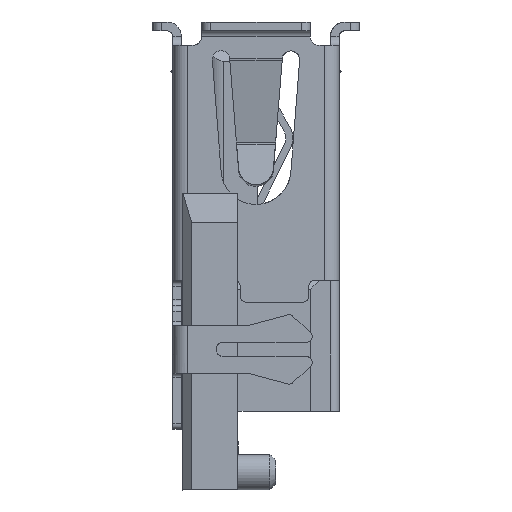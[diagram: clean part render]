
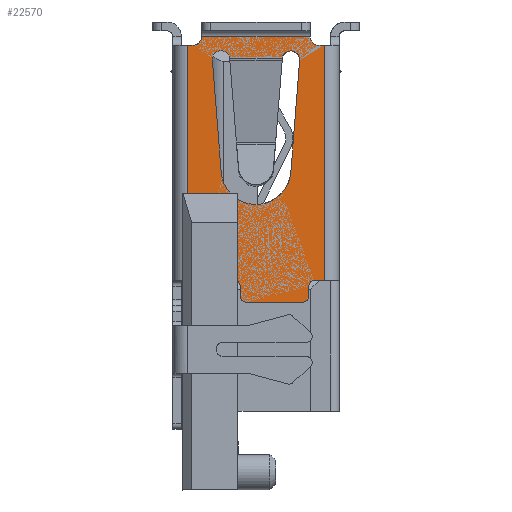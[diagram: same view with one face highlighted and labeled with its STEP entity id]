
A CAD part, left-side view. The second image highlights one B-rep face of the part: STEP entity #22570.
In plain terms, the highlighted planar face has unit normal (-1, 0, 0).
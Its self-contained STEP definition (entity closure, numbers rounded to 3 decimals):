
#300=LINE('',#32793,#1932);
#524=LINE('',#33976,#2156);
#565=LINE('',#34283,#2197);
#577=LINE('',#34316,#2209);
#578=LINE('',#34320,#2210);
#579=LINE('',#34325,#2211);
#580=LINE('',#34329,#2212);
#581=LINE('',#34333,#2213);
#582=LINE('',#34336,#2214);
#583=LINE('',#34338,#2215);
#584=LINE('',#34340,#2216);
#585=LINE('',#34341,#2217);
#1932=VECTOR('',#26254,1000.);
#2156=VECTOR('',#27074,1000.);
#2197=VECTOR('',#27207,1000.);
#2209=VECTOR('',#27237,1000.);
#2210=VECTOR('',#27242,1000.);
#2211=VECTOR('',#27243,1000.);
#2212=VECTOR('',#27246,1000.);
#2213=VECTOR('',#27249,1000.);
#2214=VECTOR('',#27252,1000.);
#2215=VECTOR('',#27253,1000.);
#2216=VECTOR('',#27254,1000.);
#2217=VECTOR('',#27255,1000.);
#3535=PLANE('',#24242);
#4351=CIRCLE('',#24189,0.2);
#4352=CIRCLE('',#24191,0.3);
#4356=CIRCLE('',#24208,0.3);
#4359=CIRCLE('',#24212,0.3);
#4368=CIRCLE('',#24230,0.3);
#4370=CIRCLE('',#24234,0.3);
#4376=CIRCLE('',#24243,1.2);
#4377=CIRCLE('',#24244,0.2);
#4378=CIRCLE('',#24245,0.2);
#4379=CIRCLE('',#24246,0.2);
#6497=ORIENTED_EDGE('',*,*,#12549,.T.);
#6498=ORIENTED_EDGE('',*,*,#12550,.F.);
#6499=ORIENTED_EDGE('',*,*,#12460,.T.);
#6500=ORIENTED_EDGE('',*,*,#12503,.T.);
#6501=ORIENTED_EDGE('',*,*,#12551,.F.);
#6502=ORIENTED_EDGE('',*,*,#12498,.T.);
#6503=ORIENTED_EDGE('',*,*,#12548,.F.);
#6504=ORIENTED_EDGE('',*,*,#12552,.F.);
#6505=ORIENTED_EDGE('',*,*,#12553,.T.);
#6506=ORIENTED_EDGE('',*,*,#12554,.F.);
#6507=ORIENTED_EDGE('',*,*,#12555,.F.);
#6508=ORIENTED_EDGE('',*,*,#12556,.F.);
#6509=ORIENTED_EDGE('',*,*,#12458,.F.);
#6510=ORIENTED_EDGE('',*,*,#12453,.T.);
#6511=ORIENTED_EDGE('',*,*,#12557,.T.);
#6512=ORIENTED_EDGE('',*,*,#12558,.F.);
#6513=ORIENTED_EDGE('',*,*,#12559,.F.);
#6514=ORIENTED_EDGE('',*,*,#12560,.F.);
#6515=ORIENTED_EDGE('',*,*,#12531,.T.);
#6516=ORIENTED_EDGE('',*,*,#12530,.T.);
#6517=ORIENTED_EDGE('',*,*,#12527,.T.);
#6518=ORIENTED_EDGE('',*,*,#12561,.T.);
#6519=ORIENTED_EDGE('',*,*,#11962,.F.);
#11962=EDGE_CURVE('',#15681,#15682,#300,.T.);
#12453=EDGE_CURVE('',#16003,#16004,#524,.T.);
#12458=EDGE_CURVE('',#16003,#16008,#4351,.F.);
#12460=EDGE_CURVE('',#16009,#16010,#4352,.F.);
#12498=EDGE_CURVE('',#16030,#16031,#4356,.F.);
#12503=EDGE_CURVE('',#16010,#16029,#4359,.F.);
#12527=EDGE_CURVE('',#16046,#16049,#4368,.F.);
#12530=EDGE_CURVE('',#16047,#16046,#565,.T.);
#12531=EDGE_CURVE('',#16051,#16047,#4370,.F.);
#12548=EDGE_CURVE('',#16062,#16031,#577,.T.);
#12549=EDGE_CURVE('',#16062,#16063,#4376,.F.);
#12550=EDGE_CURVE('',#16009,#16063,#578,.F.);
#12551=EDGE_CURVE('',#16030,#16029,#18286,.T.);
#12552=EDGE_CURVE('',#16064,#15681,#579,.T.);
#12553=EDGE_CURVE('',#16064,#16065,#4377,.T.);
#12554=EDGE_CURVE('',#16066,#16065,#580,.T.);
#12555=EDGE_CURVE('',#16067,#16066,#4378,.F.);
#12556=EDGE_CURVE('',#16008,#16067,#581,.T.);
#12557=EDGE_CURVE('',#16004,#16068,#4379,.T.);
#12558=EDGE_CURVE('',#16069,#16068,#582,.T.);
#12559=EDGE_CURVE('',#16070,#16069,#583,.T.);
#12560=EDGE_CURVE('',#16051,#16070,#584,.F.);
#12561=EDGE_CURVE('',#16049,#15682,#585,.T.);
#15681=VERTEX_POINT('',#32792);
#15682=VERTEX_POINT('',#32794);
#16003=VERTEX_POINT('',#33977);
#16004=VERTEX_POINT('',#33978);
#16008=VERTEX_POINT('',#33988);
#16009=VERTEX_POINT('',#33992);
#16010=VERTEX_POINT('',#33993);
#16029=VERTEX_POINT('',#34173);
#16030=VERTEX_POINT('',#34206);
#16031=VERTEX_POINT('',#34218);
#16046=VERTEX_POINT('',#34266);
#16047=VERTEX_POINT('',#34270);
#16049=VERTEX_POINT('',#34278);
#16051=VERTEX_POINT('',#34286);
#16062=VERTEX_POINT('',#34315);
#16063=VERTEX_POINT('',#34319);
#16064=VERTEX_POINT('',#34326);
#16065=VERTEX_POINT('',#34328);
#16066=VERTEX_POINT('',#34330);
#16067=VERTEX_POINT('',#34332);
#16068=VERTEX_POINT('',#34335);
#16069=VERTEX_POINT('',#34337);
#16070=VERTEX_POINT('',#34339);
#18286=B_SPLINE_CURVE_WITH_KNOTS('',3,(#34321,#34322,#34323,#34324),
 .UNSPECIFIED.,.F.,.F.,(4,4),(0.,1.),.UNSPECIFIED.);
#19678=EDGE_LOOP('',(#6497,#6498,#6499,#6500,#6501,#6502,#6503));
#19679=EDGE_LOOP('',(#6504,#6505,#6506,#6507,#6508,#6509,#6510,#6511,#6512,
#6513,#6514,#6515,#6516,#6517,#6518,#6519));
#20901=FACE_BOUND('',#19678,.T.);
#20902=FACE_BOUND('',#19679,.T.);
#22570=ADVANCED_FACE('',(#20901,#20902),#3535,.F.);
#24189=AXIS2_PLACEMENT_3D('',#33987,#27082,#27083);
#24191=AXIS2_PLACEMENT_3D('',#33991,#27087,#27088);
#24208=AXIS2_PLACEMENT_3D('',#34217,#27140,#27141);
#24212=AXIS2_PLACEMENT_3D('',#34228,#27149,#27150);
#24230=AXIS2_PLACEMENT_3D('',#34277,#27200,#27201);
#24234=AXIS2_PLACEMENT_3D('',#34285,#27210,#27211);
#24242=AXIS2_PLACEMENT_3D('',#34317,#27238,#27239);
#24243=AXIS2_PLACEMENT_3D('',#34318,#27240,#27241);
#24244=AXIS2_PLACEMENT_3D('',#34327,#27244,#27245);
#24245=AXIS2_PLACEMENT_3D('',#34331,#27247,#27248);
#24246=AXIS2_PLACEMENT_3D('',#34334,#27250,#27251);
#26254=DIRECTION('',(0.,0.,1.));
#27074=DIRECTION('',(0.,0.,1.));
#27082=DIRECTION('',(-1.,0.,0.));
#27083=DIRECTION('',(0.,0.,1.));
#27087=DIRECTION('',(-1.,0.,0.));
#27088=DIRECTION('',(0.,0.,1.));
#27140=DIRECTION('',(-1.,0.,0.));
#27141=DIRECTION('',(0.,0.,1.));
#27149=DIRECTION('',(-1.,0.,0.));
#27150=DIRECTION('',(0.,0.,1.));
#27200=DIRECTION('',(-1.,0.,0.));
#27201=DIRECTION('',(0.,0.,1.));
#27207=DIRECTION('',(0.,1.,0.));
#27210=DIRECTION('',(-1.,0.,0.));
#27211=DIRECTION('',(0.,0.,1.));
#27237=DIRECTION('',(0.,-0.078,0.997));
#27238=DIRECTION('',(1.,0.,0.));
#27239=DIRECTION('',(0.,-0.986,0.168));
#27240=DIRECTION('',(-1.,0.,0.));
#27241=DIRECTION('',(0.,0.,1.));
#27242=DIRECTION('',(0.,0.078,0.997));
#27243=DIRECTION('',(0.,1.,0.));
#27244=DIRECTION('',(1.,0.,0.));
#27245=DIRECTION('',(0.,0.,-1.));
#27246=DIRECTION('',(0.,0.,1.));
#27247=DIRECTION('',(-1.,0.,0.));
#27248=DIRECTION('',(0.,0.,1.));
#27249=DIRECTION('',(0.,1.,0.));
#27250=DIRECTION('',(1.,0.,0.));
#27251=DIRECTION('',(0.,0.,-1.));
#27252=DIRECTION('',(0.,1.,0.));
#27253=DIRECTION('',(0.,0.,-1.));
#27254=DIRECTION('',(0.,1.,0.));
#27255=DIRECTION('',(0.,1.,0.));
#32792=CARTESIAN_POINT('',(0.,-0.5,-8.4));
#32793=CARTESIAN_POINT('',(0.,-0.5,-0.32));
#32794=CARTESIAN_POINT('',(0.,-0.5,-0.32));
#33976=CARTESIAN_POINT('',(0.,-4.67,0.163));
#33977=CARTESIAN_POINT('',(0.,-4.67,-8.95));
#33978=CARTESIAN_POINT('',(0.,-4.67,-8.6));
#33987=CARTESIAN_POINT('',(0.,-4.47,-8.95));
#33988=CARTESIAN_POINT('',(0.,-4.47,-9.15));
#33991=CARTESIAN_POINT('',(0.,-1.66,-0.81));
#33992=CARTESIAN_POINT('',(0.,-1.361,-0.834));
#33993=CARTESIAN_POINT('',(0.,-1.61,-0.514));
#34173=CARTESIAN_POINT('',(0.,-1.959,-0.786));
#34206=CARTESIAN_POINT('',(0.,-3.761,-0.786));
#34217=CARTESIAN_POINT('',(0.,-4.06,-0.81));
#34218=CARTESIAN_POINT('',(0.,-4.359,-0.834));
#34228=CARTESIAN_POINT('',(0.,-1.66,-0.81));
#34266=CARTESIAN_POINT('',(0.,-1.,-0.02));
#34270=CARTESIAN_POINT('',(0.,-4.72,-0.02));
#34277=CARTESIAN_POINT('',(0.,-0.7,-0.02));
#34278=CARTESIAN_POINT('',(0.,-0.7,-0.32));
#34283=CARTESIAN_POINT('',(0.,-4.72,-0.02));
#34285=CARTESIAN_POINT('',(0.,-5.02,-0.02));
#34286=CARTESIAN_POINT('',(0.,-5.02,-0.32));
#34315=CARTESIAN_POINT('',(0.,-4.056,-4.681));
#34316=CARTESIAN_POINT('',(0.,-4.05,-4.758));
#34317=CARTESIAN_POINT('',(0.,-0.406,0.163));
#34318=CARTESIAN_POINT('',(0.,-2.86,-4.587));
#34319=CARTESIAN_POINT('',(0.,-1.664,-4.681));
#34320=CARTESIAN_POINT('',(0.,-1.355,-0.757));
#34321=CARTESIAN_POINT('',(0.,-3.761,-0.786));
#34322=CARTESIAN_POINT('',(0.,-3.16,-0.786));
#34323=CARTESIAN_POINT('',(0.,-2.56,-0.786));
#34324=CARTESIAN_POINT('',(0.,-1.959,-0.786));
#34325=CARTESIAN_POINT('',(0.,-5.248,-8.4));
#34326=CARTESIAN_POINT('',(0.,-2.12,-8.4));
#34327=CARTESIAN_POINT('',(0.,-2.12,-8.6));
#34328=CARTESIAN_POINT('',(0.,-2.32,-8.6));
#34329=CARTESIAN_POINT('',(0.,-2.32,-8.978));
#34330=CARTESIAN_POINT('',(0.,-2.32,-8.95));
#34331=CARTESIAN_POINT('',(0.,-2.52,-8.95));
#34332=CARTESIAN_POINT('',(0.,-2.52,-9.15));
#34333=CARTESIAN_POINT('',(0.,-4.509,-9.15));
#34334=CARTESIAN_POINT('',(0.,-4.87,-8.6));
#34335=CARTESIAN_POINT('',(0.,-4.87,-8.4));
#34336=CARTESIAN_POINT('',(0.,-5.248,-8.4));
#34337=CARTESIAN_POINT('',(0.,-5.22,-8.4));
#34338=CARTESIAN_POINT('',(0.,-5.22,-0.32));
#34339=CARTESIAN_POINT('',(0.,-5.22,-0.32));
#34340=CARTESIAN_POINT('',(0.,-4.992,-0.32));
#34341=CARTESIAN_POINT('',(0.,-0.406,-0.32));
